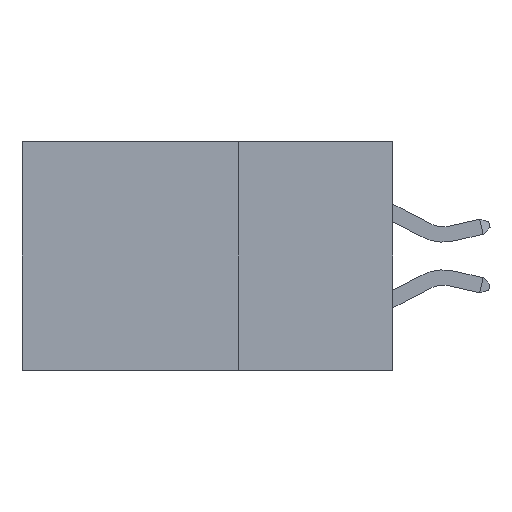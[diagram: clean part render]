
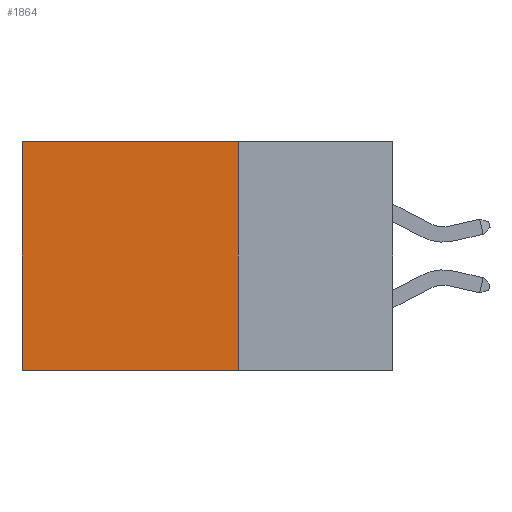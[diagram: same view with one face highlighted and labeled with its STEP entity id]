
A CAD part, left-side view. The second image highlights one B-rep face of the part: STEP entity #1864.
In plain terms, the highlighted planar face has unit normal (-1, 0, 0).
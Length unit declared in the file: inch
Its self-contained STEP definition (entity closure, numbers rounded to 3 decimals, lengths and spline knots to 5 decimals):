
#164 = DIRECTION ( 'NONE',  ( 0., 1., 0. ) ) ;
#516 = CARTESIAN_POINT ( 'NONE',  ( 0.2875, 0.6, 0. ) ) ;
#934 = EDGE_CURVE ( 'NONE', #3938, #17200, #1805, .T. ) ;
#1134 = VERTEX_POINT ( 'NONE', #10968 ) ;
#1147 = CARTESIAN_POINT ( 'NONE',  ( 0.2875, 0.6, -0.37 ) ) ;
#1415 = CARTESIAN_POINT ( 'NONE',  ( 0.2875, 0.25, 0. ) ) ;
#1805 = LINE ( 'NONE', #16557, #12154 ) ;
#1864 = ADVANCED_FACE ( 'NONE', ( #13682 ), #12965, .F. ) ;
#2495 = LINE ( 'NONE', #19716, #15167 ) ;
#2512 = EDGE_LOOP ( 'NONE', ( #17702, #19260, #18662, #17345 ) ) ;
#2645 = VECTOR ( 'NONE', #19594, 39.37008 ) ;
#3938 = VERTEX_POINT ( 'NONE', #21274 ) ;
#5267 = DIRECTION ( 'NONE',  ( 0., 1., 0. ) ) ;
#5824 = EDGE_CURVE ( 'NONE', #1134, #18867, #2495, .T. ) ;
#9277 = LINE ( 'NONE', #516, #13916 ) ;
#9931 = EDGE_CURVE ( 'NONE', #18867, #17200, #9277, .T. ) ;
#10310 = DIRECTION ( 'NONE',  ( 0., 0., -1. ) ) ;
#10968 = CARTESIAN_POINT ( 'NONE',  ( 0.2875, 0.25, 0. ) ) ;
#12154 = VECTOR ( 'NONE', #164, 39.37008 ) ;
#12965 = PLANE ( 'NONE',  #18037 ) ;
#13494 = DIRECTION ( 'NONE',  ( 1., 0., 0. ) ) ;
#13682 = FACE_OUTER_BOUND ( 'NONE', #2512, .T. ) ;
#13916 = VECTOR ( 'NONE', #10310, 39.37008 ) ;
#15167 = VECTOR ( 'NONE', #5267, 39.37008 ) ;
#16557 = CARTESIAN_POINT ( 'NONE',  ( 0.2875, 0.25, -0.37 ) ) ;
#16753 = CARTESIAN_POINT ( 'NONE',  ( 0.2875, 0.25, 0. ) ) ;
#17200 = VERTEX_POINT ( 'NONE', #1147 ) ;
#17345 = ORIENTED_EDGE ( 'NONE', *, *, #5824, .T. ) ;
#17702 = ORIENTED_EDGE ( 'NONE', *, *, #9931, .T. ) ;
#18037 = AXIS2_PLACEMENT_3D ( 'NONE', #16753, #13494, #19927 ) ;
#18144 = EDGE_CURVE ( 'NONE', #1134, #3938, #18948, .T. ) ;
#18662 = ORIENTED_EDGE ( 'NONE', *, *, #18144, .F. ) ;
#18777 = CARTESIAN_POINT ( 'NONE',  ( 0.2875, 0.6, 0. ) ) ;
#18867 = VERTEX_POINT ( 'NONE', #18777 ) ;
#18948 = LINE ( 'NONE', #1415, #2645 ) ;
#19260 = ORIENTED_EDGE ( 'NONE', *, *, #934, .F. ) ;
#19594 = DIRECTION ( 'NONE',  ( 0., 0., -1. ) ) ;
#19716 = CARTESIAN_POINT ( 'NONE',  ( 0.2875, 0.25, 0. ) ) ;
#19927 = DIRECTION ( 'NONE',  ( 0., 0., -1. ) ) ;
#21274 = CARTESIAN_POINT ( 'NONE',  ( 0.2875, 0.25, -0.37 ) ) ;
